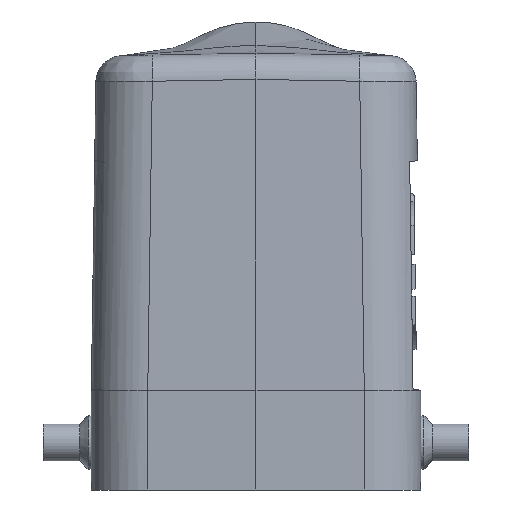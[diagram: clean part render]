
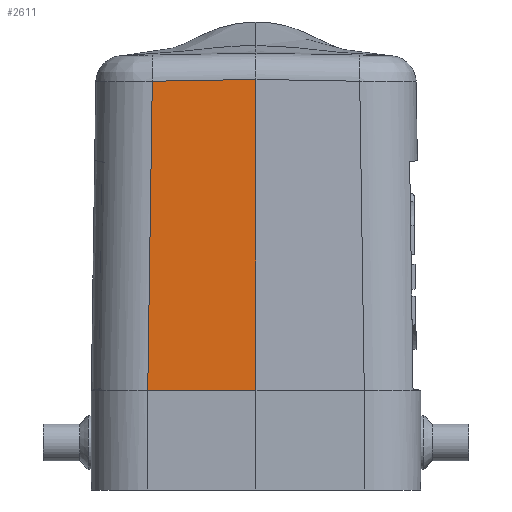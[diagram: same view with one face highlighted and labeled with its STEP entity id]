
A CAD part, left-side view. The second image highlights one B-rep face of the part: STEP entity #2611.
In plain terms, the highlighted planar face has unit normal (-1, 0.018, 0.026).
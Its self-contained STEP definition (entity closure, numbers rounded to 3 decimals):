
#1647=B_SPLINE_CURVE_WITH_KNOTS('',3,(#7991,#7992,#7993,#7994),
 .UNSPECIFIED.,.F.,.F.,(4,4),(0.,1.),.UNSPECIFIED.);
#1986=LINE('',#7983,#2342);
#1993=LINE('',#8013,#2349);
#1994=LINE('',#8015,#2350);
#2342=VECTOR('',#6563,1.);
#2349=VECTOR('',#6592,1.);
#2350=VECTOR('',#6593,1.);
#2611=ADVANCED_FACE('',(#2989),#2840,.T.);
#2840=PLANE('',#5985);
#2989=FACE_OUTER_BOUND('',#3215,.T.);
#3215=EDGE_LOOP('',(#3806,#3807,#3808,#3809));
#3806=ORIENTED_EDGE('',*,*,#5267,.T.);
#3807=ORIENTED_EDGE('',*,*,#5268,.T.);
#3808=ORIENTED_EDGE('',*,*,#5253,.T.);
#3809=ORIENTED_EDGE('',*,*,#5257,.F.);
#4814=VERTEX_POINT('',#7966);
#4818=VERTEX_POINT('',#7984);
#4820=VERTEX_POINT('',#7990);
#4822=VERTEX_POINT('',#8014);
#5253=EDGE_CURVE('',#4818,#4814,#1986,.T.);
#5257=EDGE_CURVE('',#4820,#4814,#1647,.T.);
#5267=EDGE_CURVE('',#4820,#4822,#1993,.T.);
#5268=EDGE_CURVE('',#4822,#4818,#1994,.T.);
#5985=AXIS2_PLACEMENT_3D('',#8016,#6594,#6595);
#6563=DIRECTION('',(-0.026,0.015,-1.));
#6592=DIRECTION('',(0.026,0.,1.));
#6593=DIRECTION('',(0.017,1.,-0.017));
#6594=DIRECTION('',(-1.,0.017,0.026));
#6595=DIRECTION('',(0.026,0.,1.));
#7966=CARTESIAN_POINT('',(-36.053,14.132,3.85));
#7983=CARTESIAN_POINT('',(-36.048,14.13,4.052));
#7984=CARTESIAN_POINT('',(-35.007,13.537,44.206));
#7990=CARTESIAN_POINT('',(-36.3,0.,3.85));
#7991=CARTESIAN_POINT('',(-36.3,0.,3.85));
#7992=CARTESIAN_POINT('',(-36.218,4.711,3.85));
#7993=CARTESIAN_POINT('',(-36.136,9.421,3.85));
#7994=CARTESIAN_POINT('',(-36.053,14.132,3.85));
#8013=CARTESIAN_POINT('',(-36.3,0.,3.85));
#8014=CARTESIAN_POINT('',(-35.237,0.,44.442));
#8015=CARTESIAN_POINT('',(-35.225,0.69,44.43));
#8016=CARTESIAN_POINT('',(-36.3,0.,3.85));
